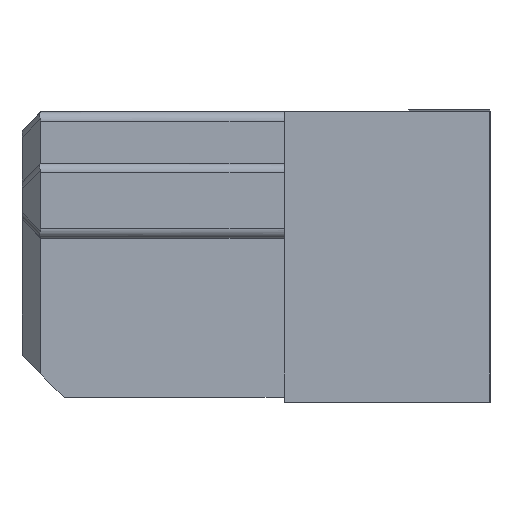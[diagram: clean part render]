
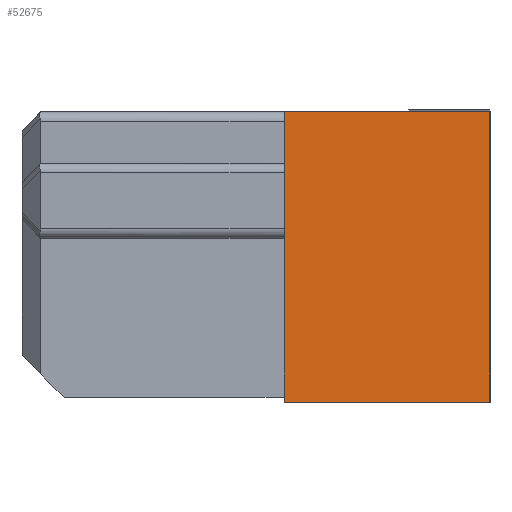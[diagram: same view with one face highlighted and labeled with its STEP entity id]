
A CAD part, left-side view. The second image highlights one B-rep face of the part: STEP entity #52675.
In plain terms, the highlighted planar face has unit normal (-1, 0, 0).
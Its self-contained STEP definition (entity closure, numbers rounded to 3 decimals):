
#16916=DIRECTION('',(0.,0.,1.));
#16917=VECTOR('',#16916,3.1);
#16918=CARTESIAN_POINT('',(-10.888,2.2,-3.1));
#16919=LINE('',#16918,#16917);
#16920=DIRECTION('',(0.,-1.,0.));
#16921=VECTOR('',#16920,2.2);
#16922=CARTESIAN_POINT('',(-10.888,2.2,0.));
#16923=LINE('',#16922,#16921);
#16924=DIRECTION('',(0.,0.,-1.));
#16925=VECTOR('',#16924,3.1);
#16926=CARTESIAN_POINT('',(-10.888,0.,0.));
#16927=LINE('',#16926,#16925);
#16928=DIRECTION('',(0.,1.,0.));
#16929=VECTOR('',#16928,2.2);
#16930=CARTESIAN_POINT('',(-10.888,0.,-3.1));
#16931=LINE('',#16930,#16929);
#26781=CARTESIAN_POINT('',(-10.888,0.,0.));
#26782=VERTEX_POINT('',#26781);
#26783=CARTESIAN_POINT('',(-10.888,2.2,0.));
#26784=VERTEX_POINT('',#26783);
#26837=CARTESIAN_POINT('',(-10.888,0.,-3.1));
#26838=VERTEX_POINT('',#26837);
#27089=CARTESIAN_POINT('',(-10.888,2.2,-3.1));
#27090=VERTEX_POINT('',#27089);
#52664=CARTESIAN_POINT('',(-10.888,1.1,-1.55));
#52665=DIRECTION('',(1.,0.,0.));
#52666=DIRECTION('',(0.,0.,-1.));
#52667=AXIS2_PLACEMENT_3D('',#52664,#52665,#52666);
#52668=PLANE('',#52667);
#52669=ORIENTED_EDGE('',*,*,#52555,.T.);
#52670=ORIENTED_EDGE('',*,*,#29201,.T.);
#52671=ORIENTED_EDGE('',*,*,#29475,.T.);
#52672=ORIENTED_EDGE('',*,*,#31278,.T.);
#52673=EDGE_LOOP('',(#52669,#52670,#52671,#52672));
#52674=FACE_OUTER_BOUND('',#52673,.F.);
#29201=EDGE_CURVE('',#26784,#26782,#16923,.T.);
#29475=EDGE_CURVE('',#26782,#26838,#16927,.T.);
#31278=EDGE_CURVE('',#26838,#27090,#16931,.T.);
#52555=EDGE_CURVE('',#27090,#26784,#16919,.T.);
#52675=ADVANCED_FACE('',(#52674),#52668,.F.);
